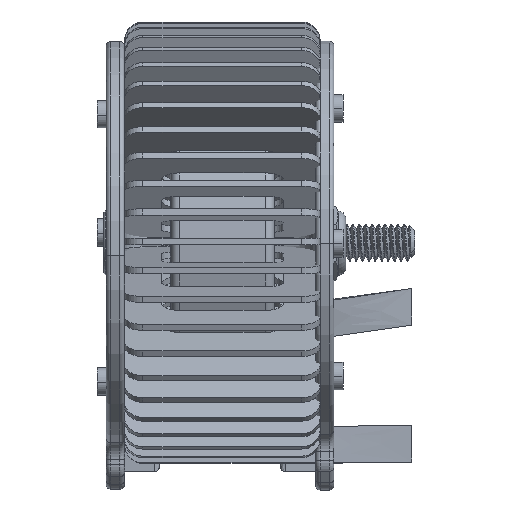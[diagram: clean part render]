
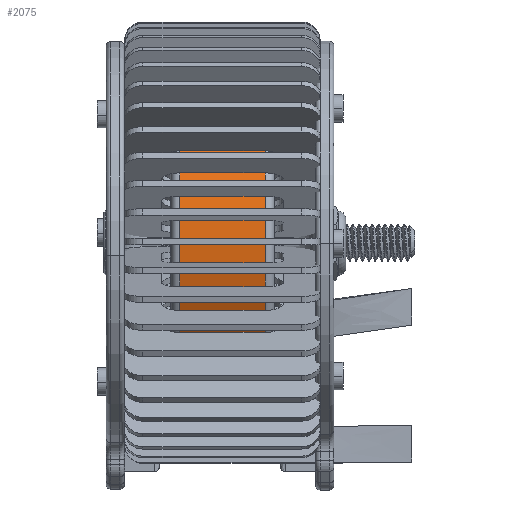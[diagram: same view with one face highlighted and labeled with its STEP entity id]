
A CAD part, left-side view. The second image highlights one B-rep face of the part: STEP entity #2075.
In plain terms, the highlighted cylindrical face has radius 18.35 mm (diameter 36.7 mm), a partial arc.
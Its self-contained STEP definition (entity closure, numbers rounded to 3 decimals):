
#2075 = ADVANCED_FACE ( 'NONE', ( #56215 ), #71893, .T. ) ;
#4333 = DIRECTION ( 'NONE',  ( 0., -1., 0. ) ) ;
#5624 = DIRECTION ( 'NONE',  ( 0., 0., 1. ) ) ;
#5976 = DIRECTION ( 'NONE',  ( 0., 0., 1. ) ) ;
#7088 = VERTEX_POINT ( 'NONE', #44986 ) ;
#11874 = DIRECTION ( 'NONE',  ( 0., 1., 0. ) ) ;
#14899 = CARTESIAN_POINT ( 'NONE',  ( 0., 1., -18.35 ) ) ;
#16178 = EDGE_CURVE ( 'NONE', #7088, #49546, #22111, .T. ) ;
#18512 = LINE ( 'NONE', #73612, #62966 ) ;
#21025 = ORIENTED_EDGE ( 'NONE', *, *, #54388, .T. ) ;
#21980 = CARTESIAN_POINT ( 'NONE',  ( 0., 11.35, 0. ) ) ;
#22111 = LINE ( 'NONE', #37759, #66308 ) ;
#23952 = EDGE_LOOP ( 'NONE', ( #24618, #34482, #21025, #70547 ) ) ;
#24618 = ORIENTED_EDGE ( 'NONE', *, *, #16178, .F. ) ;
#27896 = VERTEX_POINT ( 'NONE', #14899 ) ;
#27934 = AXIS2_PLACEMENT_3D ( 'NONE', #39774, #11874, #5976 ) ;
#34482 = ORIENTED_EDGE ( 'NONE', *, *, #47326, .T. ) ;
#37759 = CARTESIAN_POINT ( 'NONE',  ( 0., 11.35, 18.35 ) ) ;
#37890 = AXIS2_PLACEMENT_3D ( 'NONE', #21980, #43608, #44691 ) ;
#37901 = CARTESIAN_POINT ( 'NONE',  ( 0., 1., 18.35 ) ) ;
#39413 = CARTESIAN_POINT ( 'NONE',  ( 0., 10.35, 0. ) ) ;
#39774 = CARTESIAN_POINT ( 'NONE',  ( 0., 1., 0. ) ) ;
#40810 = DIRECTION ( 'NONE',  ( 0., -1., 0. ) ) ;
#43608 = DIRECTION ( 'NONE',  ( 0., -1., 0. ) ) ;
#44691 = DIRECTION ( 'NONE',  ( 0., 0., -1. ) ) ;
#44986 = CARTESIAN_POINT ( 'NONE',  ( 0., 10.35, 18.35 ) ) ;
#47326 = EDGE_CURVE ( 'NONE', #7088, #66830, #61414, .T. ) ;
#48116 = CIRCLE ( 'NONE', #27934, 18.35 ) ;
#49314 = CARTESIAN_POINT ( 'NONE',  ( 0., 10.35, -18.35 ) ) ;
#49546 = VERTEX_POINT ( 'NONE', #37901 ) ;
#53081 = AXIS2_PLACEMENT_3D ( 'NONE', #39413, #62095, #5624 ) ;
#54388 = EDGE_CURVE ( 'NONE', #66830, #27896, #18512, .T. ) ;
#56215 = FACE_OUTER_BOUND ( 'NONE', #23952, .T. ) ;
#58481 = EDGE_CURVE ( 'NONE', #27896, #49546, #48116, .T. ) ;
#61414 = CIRCLE ( 'NONE', #53081, 18.35 ) ;
#62095 = DIRECTION ( 'NONE',  ( 0., -1., 0. ) ) ;
#62966 = VECTOR ( 'NONE', #40810, 1000. ) ;
#66308 = VECTOR ( 'NONE', #4333, 1000. ) ;
#66830 = VERTEX_POINT ( 'NONE', #49314 ) ;
#70547 = ORIENTED_EDGE ( 'NONE', *, *, #58481, .T. ) ;
#71893 = CYLINDRICAL_SURFACE ( 'NONE', #37890, 18.35 ) ;
#73612 = CARTESIAN_POINT ( 'NONE',  ( 0., 11.35, -18.35 ) ) ;
